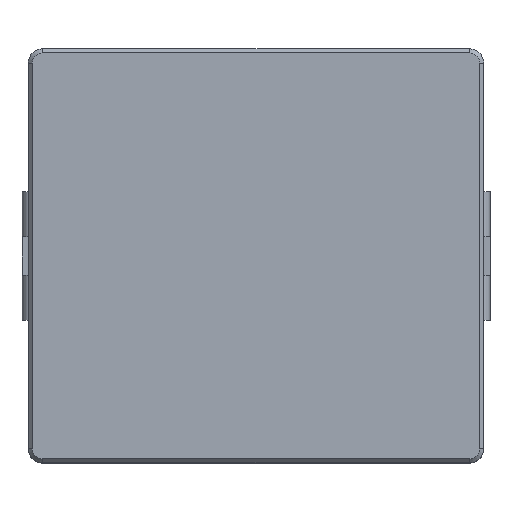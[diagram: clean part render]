
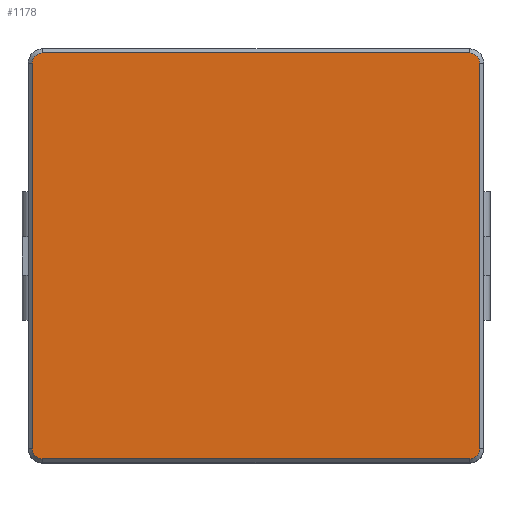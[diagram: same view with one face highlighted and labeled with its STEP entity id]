
A CAD part, top view. The second image highlights one B-rep face of the part: STEP entity #1178.
In plain terms, the highlighted planar face has unit normal (0, 0, 1).
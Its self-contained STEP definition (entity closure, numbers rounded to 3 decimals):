
#87 = PLANE('',#88);
#88 = AXIS2_PLACEMENT_3D('',#89,#90,#91);
#89 = CARTESIAN_POINT('',(-5.15,4.95,4.15));
#90 = DIRECTION('',(0.,-0.707,-0.707));
#91 = DIRECTION('',(1.,0.,0.));
#229 = CONICAL_SURFACE('',#230,0.35,0.785);
#230 = AXIS2_PLACEMENT_3D('',#231,#232,#233);
#231 = CARTESIAN_POINT('',(-5.15,4.65,4.1));
#232 = DIRECTION('',(-0.,-0.,-1.));
#233 = DIRECTION('',(-1.,0.,0.));
#326 = VERTEX_POINT('',#327);
#327 = CARTESIAN_POINT('',(-5.15,4.9,4.2));
#350 = VERTEX_POINT('',#351);
#351 = CARTESIAN_POINT('',(5.15,4.9,4.2));
#365 = CONICAL_SURFACE('',#366,0.35,0.785);
#366 = AXIS2_PLACEMENT_3D('',#367,#368,#369);
#367 = CARTESIAN_POINT('',(5.15,4.65,4.1));
#368 = DIRECTION('',(-0.,-0.,-1.));
#369 = DIRECTION('',(0.,1.,0.));
#377 = EDGE_CURVE('',#326,#350,#378,.T.);
#378 = SURFACE_CURVE('',#379,(#383,#390),.PCURVE_S1.);
#379 = LINE('',#380,#381);
#380 = CARTESIAN_POINT('',(-5.15,4.9,4.2));
#381 = VECTOR('',#382,1.);
#382 = DIRECTION('',(1.,0.,0.));
#383 = PCURVE('',#87,#384);
#384 = DEFINITIONAL_REPRESENTATION('',(#385),#389);
#385 = LINE('',#386,#387);
#386 = CARTESIAN_POINT('',(0.,0.071));
#387 = VECTOR('',#388,1.);
#388 = DIRECTION('',(1.,0.));
#389 = ( GEOMETRIC_REPRESENTATION_CONTEXT(2) 
PARAMETRIC_REPRESENTATION_CONTEXT() REPRESENTATION_CONTEXT('2D SPACE',''
  ) );
#390 = PCURVE('',#391,#396);
#391 = PLANE('',#392);
#392 = AXIS2_PLACEMENT_3D('',#393,#394,#395);
#393 = CARTESIAN_POINT('',(0.,0.,4.2));
#394 = DIRECTION('',(-0.,-0.,-1.));
#395 = DIRECTION('',(-1.,0.,0.));
#396 = DEFINITIONAL_REPRESENTATION('',(#397),#401);
#397 = LINE('',#398,#399);
#398 = CARTESIAN_POINT('',(5.15,4.9));
#399 = VECTOR('',#400,1.);
#400 = DIRECTION('',(-1.,0.));
#401 = ( GEOMETRIC_REPRESENTATION_CONTEXT(2) 
PARAMETRIC_REPRESENTATION_CONTEXT() REPRESENTATION_CONTEXT('2D SPACE',''
  ) );
#540 = VERTEX_POINT('',#541);
#541 = CARTESIAN_POINT('',(-5.4,4.65,4.2));
#555 = PLANE('',#556);
#556 = AXIS2_PLACEMENT_3D('',#557,#558,#559);
#557 = CARTESIAN_POINT('',(-5.45,-4.65,4.15));
#558 = DIRECTION('',(0.707,0.,-0.707));
#559 = DIRECTION('',(0.,1.,0.));
#569 = EDGE_CURVE('',#540,#326,#570,.T.);
#570 = SURFACE_CURVE('',#571,(#576,#583),.PCURVE_S1.);
#571 = CIRCLE('',#572,0.25);
#572 = AXIS2_PLACEMENT_3D('',#573,#574,#575);
#573 = CARTESIAN_POINT('',(-5.15,4.65,4.2));
#574 = DIRECTION('',(0.,0.,-1.));
#575 = DIRECTION('',(-1.,0.,0.));
#576 = PCURVE('',#229,#577);
#577 = DEFINITIONAL_REPRESENTATION('',(#578),#582);
#578 = LINE('',#579,#580);
#579 = CARTESIAN_POINT('',(0.,-0.1));
#580 = VECTOR('',#581,1.);
#581 = DIRECTION('',(1.,-0.));
#582 = ( GEOMETRIC_REPRESENTATION_CONTEXT(2) 
PARAMETRIC_REPRESENTATION_CONTEXT() REPRESENTATION_CONTEXT('2D SPACE',''
  ) );
#583 = PCURVE('',#391,#584);
#584 = DEFINITIONAL_REPRESENTATION('',(#585),#589);
#585 = CIRCLE('',#586,0.25);
#586 = AXIS2_PLACEMENT_2D('',#587,#588);
#587 = CARTESIAN_POINT('',(5.15,4.65));
#588 = DIRECTION('',(1.,0.));
#589 = ( GEOMETRIC_REPRESENTATION_CONTEXT(2) 
PARAMETRIC_REPRESENTATION_CONTEXT() REPRESENTATION_CONTEXT('2D SPACE',''
  ) );
#1178 = ADVANCED_FACE('',(#1179),#391,.F.);
#1179 = FACE_BOUND('',#1180,.F.);
#1180 = EDGE_LOOP('',(#1181,#1182,#1206,#1234,#1263,#1291,#1320,#1341));
#1181 = ORIENTED_EDGE('',*,*,#377,.T.);
#1182 = ORIENTED_EDGE('',*,*,#1183,.T.);
#1183 = EDGE_CURVE('',#350,#1184,#1186,.T.);
#1184 = VERTEX_POINT('',#1185);
#1185 = CARTESIAN_POINT('',(5.4,4.65,4.2));
#1186 = SURFACE_CURVE('',#1187,(#1192,#1199),.PCURVE_S1.);
#1187 = CIRCLE('',#1188,0.25);
#1188 = AXIS2_PLACEMENT_3D('',#1189,#1190,#1191);
#1189 = CARTESIAN_POINT('',(5.15,4.65,4.2));
#1190 = DIRECTION('',(0.,0.,-1.));
#1191 = DIRECTION('',(0.,1.,0.));
#1192 = PCURVE('',#391,#1193);
#1193 = DEFINITIONAL_REPRESENTATION('',(#1194),#1198);
#1194 = CIRCLE('',#1195,0.25);
#1195 = AXIS2_PLACEMENT_2D('',#1196,#1197);
#1196 = CARTESIAN_POINT('',(-5.15,4.65));
#1197 = DIRECTION('',(0.,1.));
#1198 = ( GEOMETRIC_REPRESENTATION_CONTEXT(2) 
PARAMETRIC_REPRESENTATION_CONTEXT() REPRESENTATION_CONTEXT('2D SPACE',''
  ) );
#1199 = PCURVE('',#365,#1200);
#1200 = DEFINITIONAL_REPRESENTATION('',(#1201),#1205);
#1201 = LINE('',#1202,#1203);
#1202 = CARTESIAN_POINT('',(0.,-0.1));
#1203 = VECTOR('',#1204,1.);
#1204 = DIRECTION('',(1.,-0.));
#1205 = ( GEOMETRIC_REPRESENTATION_CONTEXT(2) 
PARAMETRIC_REPRESENTATION_CONTEXT() REPRESENTATION_CONTEXT('2D SPACE',''
  ) );
#1206 = ORIENTED_EDGE('',*,*,#1207,.T.);
#1207 = EDGE_CURVE('',#1184,#1208,#1210,.T.);
#1208 = VERTEX_POINT('',#1209);
#1209 = CARTESIAN_POINT('',(5.4,-4.65,4.2));
#1210 = SURFACE_CURVE('',#1211,(#1215,#1222),.PCURVE_S1.);
#1211 = LINE('',#1212,#1213);
#1212 = CARTESIAN_POINT('',(5.4,4.65,4.2));
#1213 = VECTOR('',#1214,1.);
#1214 = DIRECTION('',(0.,-1.,0.));
#1215 = PCURVE('',#391,#1216);
#1216 = DEFINITIONAL_REPRESENTATION('',(#1217),#1221);
#1217 = LINE('',#1218,#1219);
#1218 = CARTESIAN_POINT('',(-5.4,4.65));
#1219 = VECTOR('',#1220,1.);
#1220 = DIRECTION('',(0.,-1.));
#1221 = ( GEOMETRIC_REPRESENTATION_CONTEXT(2) 
PARAMETRIC_REPRESENTATION_CONTEXT() REPRESENTATION_CONTEXT('2D SPACE',''
  ) );
#1222 = PCURVE('',#1223,#1228);
#1223 = PLANE('',#1224);
#1224 = AXIS2_PLACEMENT_3D('',#1225,#1226,#1227);
#1225 = CARTESIAN_POINT('',(5.45,4.65,4.15));
#1226 = DIRECTION('',(-0.707,0.,-0.707));
#1227 = DIRECTION('',(0.,-1.,0.));
#1228 = DEFINITIONAL_REPRESENTATION('',(#1229),#1233);
#1229 = LINE('',#1230,#1231);
#1230 = CARTESIAN_POINT('',(0.,0.071));
#1231 = VECTOR('',#1232,1.);
#1232 = DIRECTION('',(1.,0.));
#1233 = ( GEOMETRIC_REPRESENTATION_CONTEXT(2) 
PARAMETRIC_REPRESENTATION_CONTEXT() REPRESENTATION_CONTEXT('2D SPACE',''
  ) );
#1234 = ORIENTED_EDGE('',*,*,#1235,.T.);
#1235 = EDGE_CURVE('',#1208,#1236,#1238,.T.);
#1236 = VERTEX_POINT('',#1237);
#1237 = CARTESIAN_POINT('',(5.15,-4.9,4.2));
#1238 = SURFACE_CURVE('',#1239,(#1244,#1251),.PCURVE_S1.);
#1239 = CIRCLE('',#1240,0.25);
#1240 = AXIS2_PLACEMENT_3D('',#1241,#1242,#1243);
#1241 = CARTESIAN_POINT('',(5.15,-4.65,4.2));
#1242 = DIRECTION('',(0.,0.,-1.));
#1243 = DIRECTION('',(1.,0.,0.));
#1244 = PCURVE('',#391,#1245);
#1245 = DEFINITIONAL_REPRESENTATION('',(#1246),#1250);
#1246 = CIRCLE('',#1247,0.25);
#1247 = AXIS2_PLACEMENT_2D('',#1248,#1249);
#1248 = CARTESIAN_POINT('',(-5.15,-4.65));
#1249 = DIRECTION('',(-1.,0.));
#1250 = ( GEOMETRIC_REPRESENTATION_CONTEXT(2) 
PARAMETRIC_REPRESENTATION_CONTEXT() REPRESENTATION_CONTEXT('2D SPACE',''
  ) );
#1251 = PCURVE('',#1252,#1257);
#1252 = CONICAL_SURFACE('',#1253,0.35,0.785);
#1253 = AXIS2_PLACEMENT_3D('',#1254,#1255,#1256);
#1254 = CARTESIAN_POINT('',(5.15,-4.65,4.1));
#1255 = DIRECTION('',(-0.,-0.,-1.));
#1256 = DIRECTION('',(1.,0.,0.));
#1257 = DEFINITIONAL_REPRESENTATION('',(#1258),#1262);
#1258 = LINE('',#1259,#1260);
#1259 = CARTESIAN_POINT('',(0.,-0.1));
#1260 = VECTOR('',#1261,1.);
#1261 = DIRECTION('',(1.,-0.));
#1262 = ( GEOMETRIC_REPRESENTATION_CONTEXT(2) 
PARAMETRIC_REPRESENTATION_CONTEXT() REPRESENTATION_CONTEXT('2D SPACE',''
  ) );
#1263 = ORIENTED_EDGE('',*,*,#1264,.T.);
#1264 = EDGE_CURVE('',#1236,#1265,#1267,.T.);
#1265 = VERTEX_POINT('',#1266);
#1266 = CARTESIAN_POINT('',(-5.15,-4.9,4.2));
#1267 = SURFACE_CURVE('',#1268,(#1272,#1279),.PCURVE_S1.);
#1268 = LINE('',#1269,#1270);
#1269 = CARTESIAN_POINT('',(5.15,-4.9,4.2));
#1270 = VECTOR('',#1271,1.);
#1271 = DIRECTION('',(-1.,0.,0.));
#1272 = PCURVE('',#391,#1273);
#1273 = DEFINITIONAL_REPRESENTATION('',(#1274),#1278);
#1274 = LINE('',#1275,#1276);
#1275 = CARTESIAN_POINT('',(-5.15,-4.9));
#1276 = VECTOR('',#1277,1.);
#1277 = DIRECTION('',(1.,0.));
#1278 = ( GEOMETRIC_REPRESENTATION_CONTEXT(2) 
PARAMETRIC_REPRESENTATION_CONTEXT() REPRESENTATION_CONTEXT('2D SPACE',''
  ) );
#1279 = PCURVE('',#1280,#1285);
#1280 = PLANE('',#1281);
#1281 = AXIS2_PLACEMENT_3D('',#1282,#1283,#1284);
#1282 = CARTESIAN_POINT('',(5.15,-4.95,4.15));
#1283 = DIRECTION('',(0.,0.707,-0.707));
#1284 = DIRECTION('',(-1.,0.,0.));
#1285 = DEFINITIONAL_REPRESENTATION('',(#1286),#1290);
#1286 = LINE('',#1287,#1288);
#1287 = CARTESIAN_POINT('',(0.,0.071));
#1288 = VECTOR('',#1289,1.);
#1289 = DIRECTION('',(1.,0.));
#1290 = ( GEOMETRIC_REPRESENTATION_CONTEXT(2) 
PARAMETRIC_REPRESENTATION_CONTEXT() REPRESENTATION_CONTEXT('2D SPACE',''
  ) );
#1291 = ORIENTED_EDGE('',*,*,#1292,.T.);
#1292 = EDGE_CURVE('',#1265,#1293,#1295,.T.);
#1293 = VERTEX_POINT('',#1294);
#1294 = CARTESIAN_POINT('',(-5.4,-4.65,4.2));
#1295 = SURFACE_CURVE('',#1296,(#1301,#1308),.PCURVE_S1.);
#1296 = CIRCLE('',#1297,0.25);
#1297 = AXIS2_PLACEMENT_3D('',#1298,#1299,#1300);
#1298 = CARTESIAN_POINT('',(-5.15,-4.65,4.2));
#1299 = DIRECTION('',(0.,0.,-1.));
#1300 = DIRECTION('',(0.,-1.,0.));
#1301 = PCURVE('',#391,#1302);
#1302 = DEFINITIONAL_REPRESENTATION('',(#1303),#1307);
#1303 = CIRCLE('',#1304,0.25);
#1304 = AXIS2_PLACEMENT_2D('',#1305,#1306);
#1305 = CARTESIAN_POINT('',(5.15,-4.65));
#1306 = DIRECTION('',(0.,-1.));
#1307 = ( GEOMETRIC_REPRESENTATION_CONTEXT(2) 
PARAMETRIC_REPRESENTATION_CONTEXT() REPRESENTATION_CONTEXT('2D SPACE',''
  ) );
#1308 = PCURVE('',#1309,#1314);
#1309 = CONICAL_SURFACE('',#1310,0.35,0.785);
#1310 = AXIS2_PLACEMENT_3D('',#1311,#1312,#1313);
#1311 = CARTESIAN_POINT('',(-5.15,-4.65,4.1));
#1312 = DIRECTION('',(-0.,-0.,-1.));
#1313 = DIRECTION('',(0.,-1.,0.));
#1314 = DEFINITIONAL_REPRESENTATION('',(#1315),#1319);
#1315 = LINE('',#1316,#1317);
#1316 = CARTESIAN_POINT('',(0.,-0.1));
#1317 = VECTOR('',#1318,1.);
#1318 = DIRECTION('',(1.,-0.));
#1319 = ( GEOMETRIC_REPRESENTATION_CONTEXT(2) 
PARAMETRIC_REPRESENTATION_CONTEXT() REPRESENTATION_CONTEXT('2D SPACE',''
  ) );
#1320 = ORIENTED_EDGE('',*,*,#1321,.T.);
#1321 = EDGE_CURVE('',#1293,#540,#1322,.T.);
#1322 = SURFACE_CURVE('',#1323,(#1327,#1334),.PCURVE_S1.);
#1323 = LINE('',#1324,#1325);
#1324 = CARTESIAN_POINT('',(-5.4,-4.65,4.2));
#1325 = VECTOR('',#1326,1.);
#1326 = DIRECTION('',(0.,1.,0.));
#1327 = PCURVE('',#391,#1328);
#1328 = DEFINITIONAL_REPRESENTATION('',(#1329),#1333);
#1329 = LINE('',#1330,#1331);
#1330 = CARTESIAN_POINT('',(5.4,-4.65));
#1331 = VECTOR('',#1332,1.);
#1332 = DIRECTION('',(0.,1.));
#1333 = ( GEOMETRIC_REPRESENTATION_CONTEXT(2) 
PARAMETRIC_REPRESENTATION_CONTEXT() REPRESENTATION_CONTEXT('2D SPACE',''
  ) );
#1334 = PCURVE('',#555,#1335);
#1335 = DEFINITIONAL_REPRESENTATION('',(#1336),#1340);
#1336 = LINE('',#1337,#1338);
#1337 = CARTESIAN_POINT('',(0.,0.071));
#1338 = VECTOR('',#1339,1.);
#1339 = DIRECTION('',(1.,0.));
#1340 = ( GEOMETRIC_REPRESENTATION_CONTEXT(2) 
PARAMETRIC_REPRESENTATION_CONTEXT() REPRESENTATION_CONTEXT('2D SPACE',''
  ) );
#1341 = ORIENTED_EDGE('',*,*,#569,.T.);
